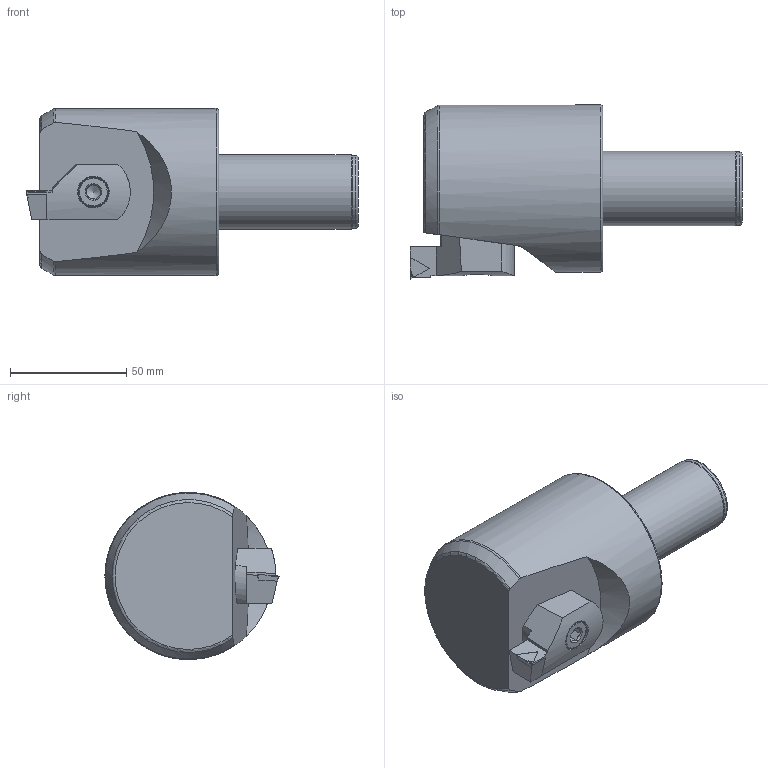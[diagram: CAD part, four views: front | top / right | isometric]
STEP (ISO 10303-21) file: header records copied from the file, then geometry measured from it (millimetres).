
FILE_DESCRIPTION(/* description */ (''),/* implementation_level */ '2;1');
FILE_NAME(/* name */ 'SET-78X116-ABHF-D78X170-WA32.stp',/* time_stamp */ '2023-10-18T17:21:19+03:00',/* author */ (''),/* organization */ (''),/* preprocessor_version */ 'ST-DEVELOPER v19.4',/* originating_system */ 'SIEMENS PLM Software NX2306.3001',/* authorisation */ '');
FILE_SCHEMA (('AP203_CONFIGURATION_CONTROLLED_3D_DESIGN_OF_MECHANICAL_PARTS_AND_ASSEMBLIES_MIM_LF { 1 0 10303 403 2 1 2}'));
Length unit declared in the file: millimetre
Products named in the file (1): model1
Bounding box: 143.03 x 75 x 72 mm (x, y, z)
Volume: 344586.7 mm3; surface area: 33430.4 mm2
Topology: 2 solids, 3 shells, 288 faces, 825 edges, 543 vertices
Faces by surface type: plane 184, cylinder 85, cone 10, torus 7, bspline 2
Full cylindrical faces by diameter (mm): 8.3 x1, 12.5 x1, 13.6 x1, 31.5 x1, 32 x1, 72 x1
Entity records: 12248 total; most frequent: CARTESIAN_POINT 5200, ORIENTED_EDGE 1600, DIRECTION 1249, EDGE_CURVE 800, VERTEX_POINT 538, AXIS2_PLACEMENT_3D 477, B_SPLINE_CURVE_WITH_KNOTS 315, EDGE_LOOP 309
